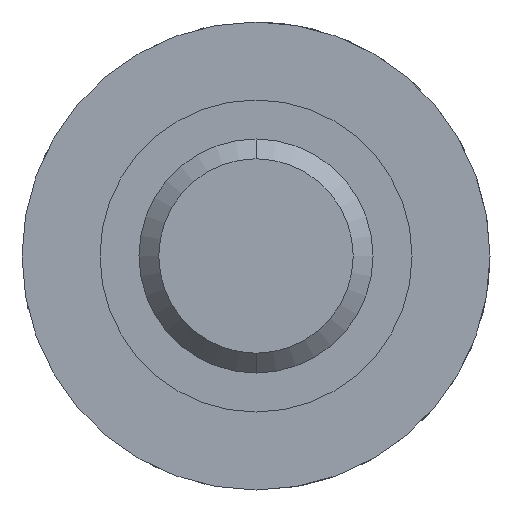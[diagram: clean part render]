
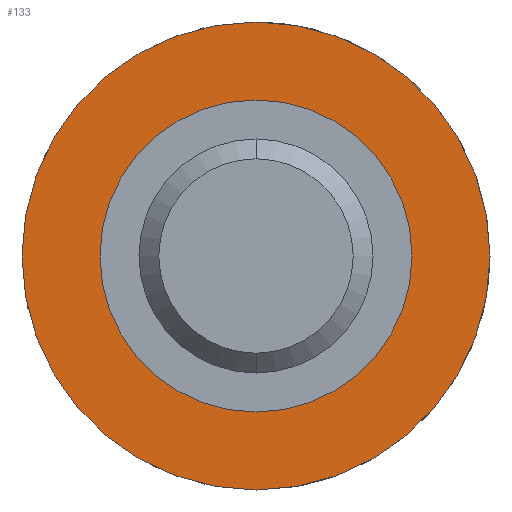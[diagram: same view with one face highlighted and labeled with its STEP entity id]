
A CAD part, front view. The second image highlights one B-rep face of the part: STEP entity #133.
In plain terms, the highlighted planar face has unit normal (0, -1, 0).
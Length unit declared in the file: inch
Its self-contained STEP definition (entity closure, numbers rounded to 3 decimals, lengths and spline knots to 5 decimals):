
#3 = VERTEX_POINT ( 'NONE', #191 ) ;
#5 = VERTEX_POINT ( 'NONE', #190 ) ;
#6 = EDGE_CURVE ( 'NONE', #3, #5, #189, .T. ) ;
#8 = VERTEX_POINT ( 'NONE', #184 ) ;
#12 = VERTEX_POINT ( 'NONE', #179 ) ;
#14 = EDGE_CURVE ( 'NONE', #12, #8, #174, .T. ) ;
#22 = ORIENTED_EDGE ( 'NONE', *, *, #14, .F. ) ;
#132 = EDGE_CURVE ( 'NONE', #8, #12, #248, .T. ) ;
#133 = ADVANCED_FACE ( 'NONE', ( #243, #242 ), #241, .T. ) ;
#134 = EDGE_LOOP ( 'NONE', ( #135, #136 ) ) ;
#135 = ORIENTED_EDGE ( 'NONE', *, *, #6, .T. ) ;
#136 = ORIENTED_EDGE ( 'NONE', *, *, #137, .T. ) ;
#137 = EDGE_CURVE ( 'NONE', #5, #3, #423, .T. ) ;
#138 = EDGE_LOOP ( 'NONE', ( #160, #22 ) ) ;
#160 = ORIENTED_EDGE ( 'NONE', *, *, #132, .F. ) ;
#170 = DIRECTION ( 'NONE',  ( 0., 0., -1. ) ) ;
#171 = DIRECTION ( 'NONE',  ( 0., -1., 0. ) ) ;
#172 = CARTESIAN_POINT ( 'NONE',  ( 0., 0.3937, 0. ) ) ;
#173 = AXIS2_PLACEMENT_3D ( 'NONE', #172, #171, #170 ) ;
#174 = CIRCLE ( 'NONE', #173, 0.07874 ) ;
#179 = CARTESIAN_POINT ( 'NONE',  ( 0., 0.3937, 0.07874 ) ) ;
#184 = CARTESIAN_POINT ( 'NONE',  ( 0., 0.3937, -0.07874 ) ) ;
#185 = DIRECTION ( 'NONE',  ( 0., 0., -1. ) ) ;
#186 = DIRECTION ( 'NONE',  ( 0., -1., 0. ) ) ;
#187 = CARTESIAN_POINT ( 'NONE',  ( 0., 0.3937, 0. ) ) ;
#188 = AXIS2_PLACEMENT_3D ( 'NONE', #187, #186, #185 ) ;
#189 = CIRCLE ( 'NONE', #188, 0.11811 ) ;
#190 = CARTESIAN_POINT ( 'NONE',  ( 0., 0.3937, 0.11811 ) ) ;
#191 = CARTESIAN_POINT ( 'NONE',  ( 0., 0.3937, -0.11811 ) ) ;
#236 = CARTESIAN_POINT ( 'NONE',  ( 0., 0.3937, 0. ) ) ;
#237 = DIRECTION ( 'NONE',  ( 0., 0., -1. ) ) ;
#238 = DIRECTION ( 'NONE',  ( 0., -1., 0. ) ) ;
#239 = AXIS2_PLACEMENT_3D ( 'NONE', #240, #238, #237 ) ;
#240 = CARTESIAN_POINT ( 'NONE',  ( 0.07874, 0.3937, 0. ) ) ;
#241 = PLANE ( 'NONE',  #239 ) ;
#242 = FACE_BOUND ( 'NONE', #138, .T. ) ;
#243 = FACE_OUTER_BOUND ( 'NONE', #134, .T. ) ;
#244 = DIRECTION ( 'NONE',  ( 0., 0., -1. ) ) ;
#245 = DIRECTION ( 'NONE',  ( 0., -1., 0. ) ) ;
#246 = CARTESIAN_POINT ( 'NONE',  ( 0., 0.3937, 0. ) ) ;
#247 = AXIS2_PLACEMENT_3D ( 'NONE', #246, #245, #244 ) ;
#248 = CIRCLE ( 'NONE', #247, 0.07874 ) ;
#420 = DIRECTION ( 'NONE',  ( 0., 0., -1. ) ) ;
#421 = DIRECTION ( 'NONE',  ( 0., -1., 0. ) ) ;
#422 = AXIS2_PLACEMENT_3D ( 'NONE', #236, #421, #420 ) ;
#423 = CIRCLE ( 'NONE', #422, 0.11811 ) ;
